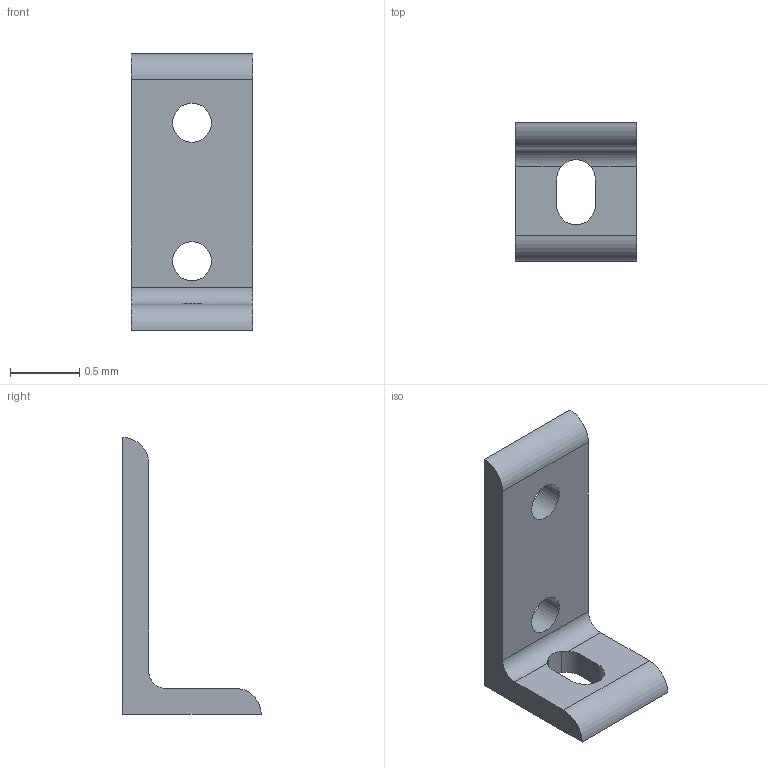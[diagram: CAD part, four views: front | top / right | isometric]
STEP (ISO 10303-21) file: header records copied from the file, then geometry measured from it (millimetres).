
FILE_DESCRIPTION((''),'2;1');
FILE_NAME('10CB4226.stp','2015-07-07T13:30:03',(''),(''),'Mechanical Desktop 2011','Mechanical Desktop 2011',', , ');
FILE_SCHEMA(('CONFIG_CONTROL_DESIGN'));
Length unit declared in the file: millimetre
Products named in the file (1): Product
Bounding box: 0.88 x 1 x 2 mm (x, y, z)
Volume: 0.4 mm3; surface area: 6.2 mm2
Topology: 1 solids, 1 shells, 19 faces, 54 edges, 36 vertices
Faces by surface type: cylinder 10, plane 8, bspline 1
Entity records: 753 total; most frequent: CARTESIAN_POINT 139, DIRECTION 108, ORIENTED_EDGE 108, EDGE_CURVE 54, AXIS2_PLACEMENT_3D 39, VERTEX_POINT 36, VECTOR 30, LINE 30
